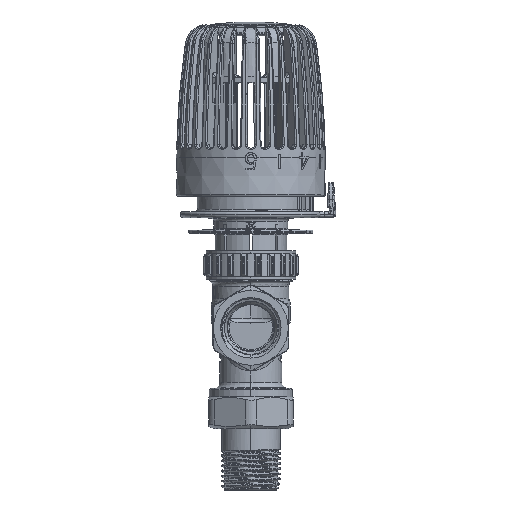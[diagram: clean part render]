
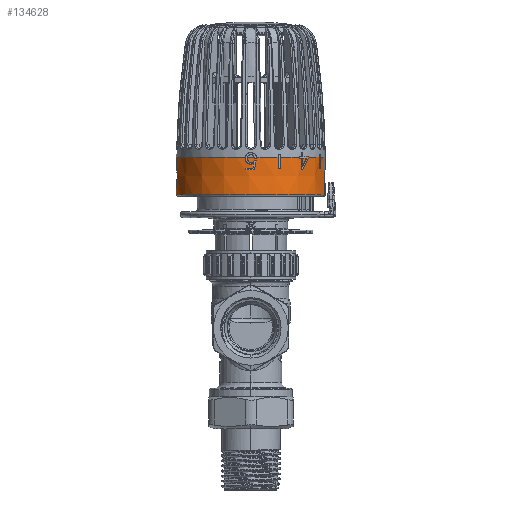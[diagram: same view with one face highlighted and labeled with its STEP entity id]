
A CAD part, front view. The second image highlights one B-rep face of the part: STEP entity #134628.
In plain terms, the highlighted conical face has half-angle 0.5 degrees and reference radius 26.442 mm.
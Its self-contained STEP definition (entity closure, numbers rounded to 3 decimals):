
#87740=CARTESIAN_POINT('',(0.,0.,60.4));
#87741=DIRECTION('',(0.,0.,1.));
#87742=DIRECTION('',(-0.981,0.195,0.));
#87743=AXIS2_PLACEMENT_3D('',#87740,#87741,#87742);
#87745=DIRECTION('',(-0.009,0.002,-1.));
#87746=VECTOR('',#87745,13.301);
#87747=CARTESIAN_POINT('',(-25.877,5.147,60.4));
#87748=LINE('',#87747,#87746);
#87749=DIRECTION('',(0.009,-0.002,-1.));
#87750=VECTOR('',#87749,13.301);
#87751=CARTESIAN_POINT('',(25.877,-5.147,60.4));
#87752=LINE('',#87751,#87750);
#87763=CARTESIAN_POINT('',(0.,0.,47.1));
#87764=DIRECTION('',(0.,0.,1.));
#87765=DIRECTION('',(-0.981,0.195,0.));
#87766=AXIS2_PLACEMENT_3D('',#87763,#87764,#87765);
#118039=CARTESIAN_POINT('',(-25.877,5.147,60.4));
#118040=CARTESIAN_POINT('',(-25.991,5.17,47.1));
#118041=VERTEX_POINT('',#118039);
#118042=VERTEX_POINT('',#118040);
#118043=CARTESIAN_POINT('',(25.877,-5.147,60.4));
#118044=CARTESIAN_POINT('',(25.991,-5.17,47.1));
#118045=VERTEX_POINT('',#118043);
#118046=VERTEX_POINT('',#118044);
#134614=CARTESIAN_POINT('',(0.,0.,53.75));
#134615=DIRECTION('',(0.,0.,-1.));
#134616=DIRECTION('',(-0.981,0.195,0.));
#134617=AXIS2_PLACEMENT_3D('',#134614,#134615,#134616);
#134618=CONICAL_SURFACE('',#134617,26.442,0.5);
#134620=ORIENTED_EDGE('',*,*,#134619,.F.);
#134621=ORIENTED_EDGE('',*,*,#134429,.T.);
#134623=ORIENTED_EDGE('',*,*,#134622,.T.);
#134625=ORIENTED_EDGE('',*,*,#134624,.F.);
#134626=EDGE_LOOP('',(#134620,#134621,#134623,#134625));
#134627=FACE_OUTER_BOUND('',#134626,.F.);
#134628=ADVANCED_FACE('',(#134627),#134618,.T.);
#87744=CIRCLE('',#87743,26.384);
#87767=CIRCLE('',#87766,26.5);
#134429=EDGE_CURVE('',#118041,#118045,#87744,.T.);
#134619=EDGE_CURVE('',#118041,#118042,#87748,.T.);
#134622=EDGE_CURVE('',#118045,#118046,#87752,.T.);
#134624=EDGE_CURVE('',#118042,#118046,#87767,.T.);
